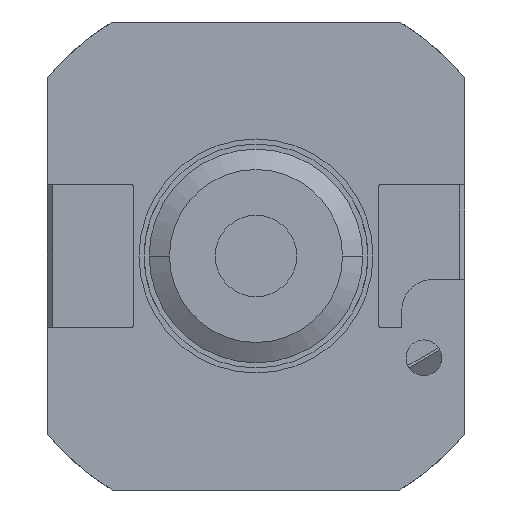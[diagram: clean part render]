
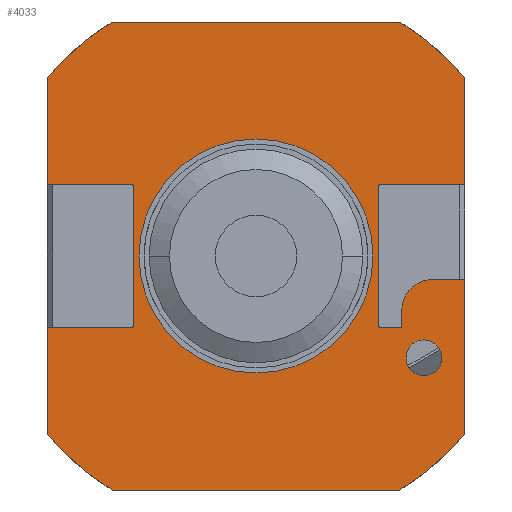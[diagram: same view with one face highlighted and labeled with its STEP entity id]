
A CAD part, left-side view. The second image highlights one B-rep face of the part: STEP entity #4033.
In plain terms, the highlighted planar face has unit normal (-1, 0, 0).
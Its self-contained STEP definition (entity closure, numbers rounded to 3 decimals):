
#917=DIRECTION('',(0.,0.,-1.));
#918=VECTOR('',#917,3.356);
#919=CARTESIAN_POINT('',(-41.5,-28.65,-10.644));
#920=LINE('',#919,#918);
#921=CARTESIAN_POINT('',(-41.5,-34.65,-10.644));
#922=DIRECTION('',(-1.,0.,0.));
#923=DIRECTION('',(0.,0.,1.));
#924=AXIS2_PLACEMENT_3D('',#921,#922,#923);
#926=DIRECTION('',(0.,1.,0.));
#927=VECTOR('',#926,6.35);
#928=CARTESIAN_POINT('',(-41.5,-41.,-4.644));
#929=LINE('',#928,#927);
#930=DIRECTION('',(0.,0.,-1.));
#931=VECTOR('',#930,30.498);
#932=CARTESIAN_POINT('',(-41.5,-41.,-4.644));
#933=LINE('',#932,#931);
#934=DIRECTION('',(0.,1.,0.));
#935=VECTOR('',#934,56.569);
#936=CARTESIAN_POINT('',(-41.5,-28.284,-46.));
#937=LINE('',#936,#935);
#938=DIRECTION('',(0.,0.,1.));
#939=VECTOR('',#938,27.);
#940=CARTESIAN_POINT('',(-41.5,24.,-13.5));
#941=LINE('',#940,#939);
#942=DIRECTION('',(0.,1.,0.));
#943=VECTOR('',#942,16.5);
#944=CARTESIAN_POINT('',(-41.5,24.5,14.));
#945=LINE('',#944,#943);
#946=DIRECTION('',(0.,-1.,0.));
#947=VECTOR('',#946,56.569);
#948=CARTESIAN_POINT('',(-41.5,28.284,46.));
#949=LINE('',#948,#947);
#950=DIRECTION('',(0.,1.,0.));
#951=VECTOR('',#950,16.5);
#952=CARTESIAN_POINT('',(-41.5,-41.,14.));
#953=LINE('',#952,#951);
#954=CARTESIAN_POINT('',(-41.5,-33.,-20.));
#955=DIRECTION('',(1.,0.,0.));
#956=DIRECTION('',(0.,0.5,0.866));
#957=AXIS2_PLACEMENT_3D('',#954,#955,#956);
#959=CARTESIAN_POINT('',(-41.5,-33.,-20.));
#960=DIRECTION('',(1.,0.,0.));
#961=DIRECTION('',(0.,-0.5,-0.866));
#962=AXIS2_PLACEMENT_3D('',#959,#960,#961);
#968=DIRECTION('',(0.,1.,0.));
#969=VECTOR('',#968,4.15);
#970=CARTESIAN_POINT('',(-41.5,-28.65,-14.));
#971=LINE('',#970,#969);
#1019=CARTESIAN_POINT('',(-41.5,-24.5,-13.5));
#1020=DIRECTION('',(1.,0.,0.));
#1021=DIRECTION('',(0.,0.,-1.));
#1022=AXIS2_PLACEMENT_3D('',#1019,#1020,#1021);
#1028=DIRECTION('',(0.,0.,1.));
#1029=VECTOR('',#1028,27.);
#1030=CARTESIAN_POINT('',(-41.5,-24.,-13.5));
#1031=LINE('',#1030,#1029);
#1036=CARTESIAN_POINT('',(-41.5,-24.5,13.5));
#1037=DIRECTION('',(1.,0.,0.));
#1038=DIRECTION('',(0.,1.,0.));
#1039=AXIS2_PLACEMENT_3D('',#1036,#1037,#1038);
#1065=DIRECTION('',(0.,0.,-1.));
#1066=VECTOR('',#1065,21.143);
#1067=CARTESIAN_POINT('',(-41.5,-41.,35.143));
#1068=LINE('',#1067,#1066);
#1069=CARTESIAN_POINT('',(-41.5,0.,0.));
#1070=DIRECTION('',(-1.,0.,0.));
#1071=DIRECTION('',(0.,-0.759,0.651));
#1072=AXIS2_PLACEMENT_3D('',#1069,#1070,#1071);
#1082=CARTESIAN_POINT('',(-41.5,0.,0.));
#1083=DIRECTION('',(-1.,0.,0.));
#1084=DIRECTION('',(0.,-0.524,-0.852));
#1085=AXIS2_PLACEMENT_3D('',#1082,#1083,#1084);
#1095=CARTESIAN_POINT('',(-41.5,0.,0.));
#1096=DIRECTION('',(-1.,0.,0.));
#1097=DIRECTION('',(0.,0.759,-0.651));
#1098=AXIS2_PLACEMENT_3D('',#1095,#1096,#1097);
#1116=DIRECTION('',(0.,0.,1.));
#1117=VECTOR('',#1116,21.143);
#1118=CARTESIAN_POINT('',(-41.5,41.,-35.143));
#1119=LINE('',#1118,#1117);
#1120=DIRECTION('',(0.,0.,-1.));
#1121=VECTOR('',#1120,21.143);
#1122=CARTESIAN_POINT('',(-41.5,41.,35.143));
#1123=LINE('',#1122,#1121);
#1136=DIRECTION('',(0.,1.,0.));
#1137=VECTOR('',#1136,16.5);
#1138=CARTESIAN_POINT('',(-41.5,24.5,-14.));
#1139=LINE('',#1138,#1137);
#1174=CARTESIAN_POINT('',(-41.5,24.5,13.5));
#1175=DIRECTION('',(1.,0.,0.));
#1176=DIRECTION('',(0.,0.,1.));
#1177=AXIS2_PLACEMENT_3D('',#1174,#1175,#1176);
#1187=CARTESIAN_POINT('',(-41.5,24.5,-13.5));
#1188=DIRECTION('',(1.,0.,0.));
#1189=DIRECTION('',(0.,-1.,0.));
#1190=AXIS2_PLACEMENT_3D('',#1187,#1188,#1189);
#1192=CARTESIAN_POINT('',(-41.5,0.,0.));
#1193=DIRECTION('',(-1.,0.,0.));
#1194=DIRECTION('',(0.,0.524,0.852));
#1195=AXIS2_PLACEMENT_3D('',#1192,#1193,#1194);
#1209=CARTESIAN_POINT('',(-41.5,0.,0.));
#1210=DIRECTION('',(-1.,0.,0.));
#1211=DIRECTION('',(0.,1.,0.));
#1212=AXIS2_PLACEMENT_3D('',#1209,#1210,#1211);
#1219=CARTESIAN_POINT('',(-41.5,0.,0.));
#1220=DIRECTION('',(-1.,0.,0.));
#1221=DIRECTION('',(0.,-1.,0.));
#1222=AXIS2_PLACEMENT_3D('',#1219,#1220,#1221);
#2371=CARTESIAN_POINT('',(-41.5,41.,-35.143));
#2372=CARTESIAN_POINT('',(-41.5,28.284,-46.));
#2373=VERTEX_POINT('',#2371);
#2374=VERTEX_POINT('',#2372);
#2375=CARTESIAN_POINT('',(-41.5,-28.284,-46.));
#2376=CARTESIAN_POINT('',(-41.5,-41.,-35.143));
#2377=VERTEX_POINT('',#2375);
#2378=VERTEX_POINT('',#2376);
#2379=CARTESIAN_POINT('',(-41.5,-41.,35.143));
#2380=CARTESIAN_POINT('',(-41.5,-28.284,46.));
#2381=VERTEX_POINT('',#2379);
#2382=VERTEX_POINT('',#2380);
#2383=CARTESIAN_POINT('',(-41.5,28.284,46.));
#2384=CARTESIAN_POINT('',(-41.5,41.,35.143));
#2385=VERTEX_POINT('',#2383);
#2386=VERTEX_POINT('',#2384);
#2387=CARTESIAN_POINT('',(-41.5,-41.,14.));
#2388=VERTEX_POINT('',#2387);
#2389=CARTESIAN_POINT('',(-41.5,41.,14.));
#2390=VERTEX_POINT('',#2389);
#2391=CARTESIAN_POINT('',(-41.5,41.,-14.));
#2392=VERTEX_POINT('',#2391);
#2397=CARTESIAN_POINT('',(-41.5,23.,0.));
#2398=CARTESIAN_POINT('',(-41.5,-23.,0.));
#2399=VERTEX_POINT('',#2397);
#2400=VERTEX_POINT('',#2398);
#2413=CARTESIAN_POINT('',(-41.5,-24.5,-14.));
#2414=VERTEX_POINT('',#2413);
#2415=CARTESIAN_POINT('',(-41.5,-24.,-13.5));
#2416=VERTEX_POINT('',#2415);
#2418=CARTESIAN_POINT('',(-41.5,-24.5,14.));
#2420=VERTEX_POINT('',#2418);
#2423=CARTESIAN_POINT('',(-41.5,-24.,13.5));
#2424=VERTEX_POINT('',#2423);
#2429=CARTESIAN_POINT('',(-41.5,24.5,14.));
#2430=VERTEX_POINT('',#2429);
#2431=CARTESIAN_POINT('',(-41.5,24.,13.5));
#2432=VERTEX_POINT('',#2431);
#2434=CARTESIAN_POINT('',(-41.5,24.5,-14.));
#2436=VERTEX_POINT('',#2434);
#2439=CARTESIAN_POINT('',(-41.5,24.,-13.5));
#2440=VERTEX_POINT('',#2439);
#2453=CARTESIAN_POINT('',(-41.5,-34.65,-4.644));
#2454=CARTESIAN_POINT('',(-41.5,-28.65,-10.644));
#2455=VERTEX_POINT('',#2453);
#2456=VERTEX_POINT('',#2454);
#2466=CARTESIAN_POINT('',(-41.5,-41.,-4.644));
#2468=VERTEX_POINT('',#2466);
#2469=CARTESIAN_POINT('',(-41.5,-28.65,-14.));
#2470=VERTEX_POINT('',#2469);
#2559=CARTESIAN_POINT('',(-41.5,-31.25,-16.969));
#2560=CARTESIAN_POINT('',(-41.5,-34.75,-23.031));
#2561=VERTEX_POINT('',#2559);
#2562=VERTEX_POINT('',#2560);
#3969=CARTESIAN_POINT('',(-41.5,24.,-46.));
#3970=DIRECTION('',(1.,0.,0.));
#3971=DIRECTION('',(0.,-1.,0.));
#3972=AXIS2_PLACEMENT_3D('',#3969,#3970,#3971);
#3973=PLANE('',#3972);
#3975=ORIENTED_EDGE('',*,*,#3974,.F.);
#3977=ORIENTED_EDGE('',*,*,#3976,.F.);
#3979=ORIENTED_EDGE('',*,*,#3978,.F.);
#3981=ORIENTED_EDGE('',*,*,#3980,.F.);
#3983=ORIENTED_EDGE('',*,*,#3982,.T.);
#3985=ORIENTED_EDGE('',*,*,#3984,.F.);
#3987=ORIENTED_EDGE('',*,*,#3986,.T.);
#3989=ORIENTED_EDGE('',*,*,#3988,.F.);
#3991=ORIENTED_EDGE('',*,*,#3990,.T.);
#3993=ORIENTED_EDGE('',*,*,#3992,.F.);
#3995=ORIENTED_EDGE('',*,*,#3994,.F.);
#3997=ORIENTED_EDGE('',*,*,#3996,.T.);
#3999=ORIENTED_EDGE('',*,*,#3998,.F.);
#4001=ORIENTED_EDGE('',*,*,#4000,.T.);
#4003=ORIENTED_EDGE('',*,*,#4002,.F.);
#4005=ORIENTED_EDGE('',*,*,#4004,.F.);
#4006=ORIENTED_EDGE('',*,*,#3959,.T.);
#4008=ORIENTED_EDGE('',*,*,#4007,.F.);
#4010=ORIENTED_EDGE('',*,*,#4009,.T.);
#4012=ORIENTED_EDGE('',*,*,#4011,.T.);
#4014=ORIENTED_EDGE('',*,*,#4013,.F.);
#4016=ORIENTED_EDGE('',*,*,#4015,.F.);
#4018=ORIENTED_EDGE('',*,*,#4017,.F.);
#4019=EDGE_LOOP('',(#3975,#3977,#3979,#3981,#3983,#3985,#3987,#3989,#3991,#3993,
#3995,#3997,#3999,#4001,#4003,#4005,#4006,#4008,#4010,#4012,#4014,#4016,#4018));
#4020=FACE_OUTER_BOUND('',#4019,.F.);
#4022=ORIENTED_EDGE('',*,*,#4021,.T.);
#4024=ORIENTED_EDGE('',*,*,#4023,.T.);
#4025=EDGE_LOOP('',(#4022,#4024));
#4026=FACE_BOUND('',#4025,.F.);
#4028=ORIENTED_EDGE('',*,*,#4027,.F.);
#4030=ORIENTED_EDGE('',*,*,#4029,.F.);
#4031=EDGE_LOOP('',(#4028,#4030));
#4032=FACE_BOUND('',#4031,.F.);
#4033=ADVANCED_FACE('',(#4020,#4026,#4032),#3973,.F.);
#925=CIRCLE('',#924,6.);
#958=CIRCLE('',#957,3.5);
#963=CIRCLE('',#962,3.5);
#1023=CIRCLE('',#1022,0.5);
#1040=CIRCLE('',#1039,0.5);
#1073=CIRCLE('',#1072,54.);
#1086=CIRCLE('',#1085,54.);
#1099=CIRCLE('',#1098,54.);
#1178=CIRCLE('',#1177,0.5);
#1191=CIRCLE('',#1190,0.5);
#1196=CIRCLE('',#1195,54.);
#1213=CIRCLE('',#1212,23.);
#1223=CIRCLE('',#1222,23.);
#3959=EDGE_CURVE('',#2385,#2382,#949,.T.);
#3974=EDGE_CURVE('',#2470,#2414,#971,.T.);
#3976=EDGE_CURVE('',#2456,#2470,#920,.T.);
#3978=EDGE_CURVE('',#2455,#2456,#925,.T.);
#3980=EDGE_CURVE('',#2468,#2455,#929,.T.);
#3982=EDGE_CURVE('',#2468,#2378,#933,.T.);
#3984=EDGE_CURVE('',#2377,#2378,#1086,.T.);
#3986=EDGE_CURVE('',#2377,#2374,#937,.T.);
#3988=EDGE_CURVE('',#2373,#2374,#1099,.T.);
#3990=EDGE_CURVE('',#2373,#2392,#1119,.T.);
#3992=EDGE_CURVE('',#2436,#2392,#1139,.T.);
#3994=EDGE_CURVE('',#2440,#2436,#1191,.T.);
#3996=EDGE_CURVE('',#2440,#2432,#941,.T.);
#3998=EDGE_CURVE('',#2430,#2432,#1178,.T.);
#4000=EDGE_CURVE('',#2430,#2390,#945,.T.);
#4002=EDGE_CURVE('',#2386,#2390,#1123,.T.);
#4004=EDGE_CURVE('',#2385,#2386,#1196,.T.);
#4007=EDGE_CURVE('',#2381,#2382,#1073,.T.);
#4009=EDGE_CURVE('',#2381,#2388,#1068,.T.);
#4011=EDGE_CURVE('',#2388,#2420,#953,.T.);
#4013=EDGE_CURVE('',#2424,#2420,#1040,.T.);
#4015=EDGE_CURVE('',#2416,#2424,#1031,.T.);
#4017=EDGE_CURVE('',#2414,#2416,#1023,.T.);
#4021=EDGE_CURVE('',#2399,#2400,#1213,.T.);
#4023=EDGE_CURVE('',#2400,#2399,#1223,.T.);
#4027=EDGE_CURVE('',#2561,#2562,#958,.T.);
#4029=EDGE_CURVE('',#2562,#2561,#963,.T.);
